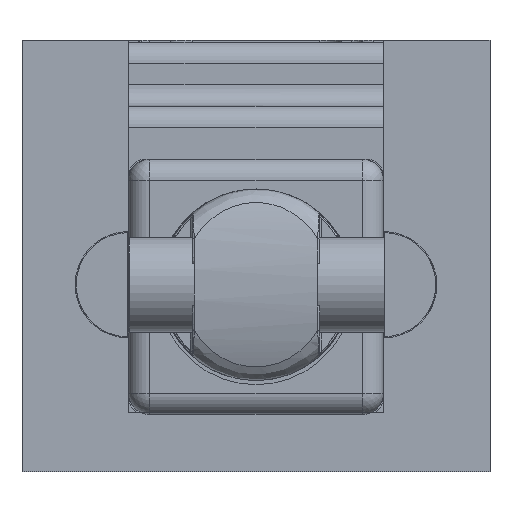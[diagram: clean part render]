
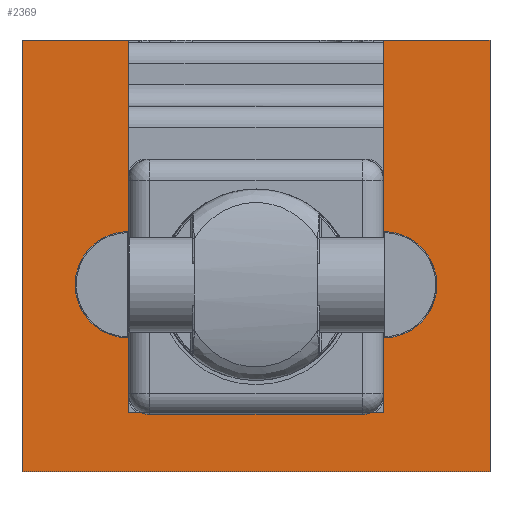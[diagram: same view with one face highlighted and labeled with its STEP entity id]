
A CAD part, front view. The second image highlights one B-rep face of the part: STEP entity #2369.
In plain terms, the highlighted planar face has unit normal (0, -1, 0).
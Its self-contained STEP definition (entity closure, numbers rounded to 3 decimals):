
#600=CARTESIAN_POINT('',(6.,-99.,2.5));
#601=VERTEX_POINT('',#600);
#608=CARTESIAN_POINT('',(6.,-99.,11.5));
#609=VERTEX_POINT('',#608);
#610=CARTESIAN_POINT('',(6.,-99.,2.5));
#611=DIRECTION('',(0.,0.,1.));
#612=VECTOR('',#611,9.);
#613=LINE('',#610,#612);
#614=EDGE_CURVE('',#601,#609,#613,.T.);
#656=CARTESIAN_POINT('',(6.,-99.,-6.));
#657=VERTEX_POINT('',#656);
#664=CARTESIAN_POINT('',(6.,-99.,-2.5));
#665=VERTEX_POINT('',#664);
#666=CARTESIAN_POINT('',(6.,-99.,-6.));
#667=DIRECTION('',(0.,0.,1.));
#668=VECTOR('',#667,3.5);
#669=LINE('',#666,#668);
#670=EDGE_CURVE('',#657,#665,#669,.T.);
#1519=CARTESIAN_POINT('',(-6.,-99.,-2.5));
#1520=VERTEX_POINT('',#1519);
#1527=CARTESIAN_POINT('',(-6.,-99.,-6.));
#1528=VERTEX_POINT('',#1527);
#1529=CARTESIAN_POINT('',(-6.,-99.,-6.));
#1530=DIRECTION('',(0.,0.,1.));
#1531=VECTOR('',#1530,3.5);
#1532=LINE('',#1529,#1531);
#1533=EDGE_CURVE('',#1528,#1520,#1532,.T.);
#1545=CARTESIAN_POINT('',(-6.,-99.,11.5));
#1546=VERTEX_POINT('',#1545);
#1553=CARTESIAN_POINT('',(-6.,-99.,2.5));
#1554=VERTEX_POINT('',#1553);
#1555=CARTESIAN_POINT('',(-6.,-99.,2.5));
#1556=DIRECTION('',(0.,0.,1.));
#1557=VECTOR('',#1556,9.);
#1558=LINE('',#1555,#1557);
#1559=EDGE_CURVE('',#1554,#1546,#1558,.T.);
#2250=CARTESIAN_POINT('',(11.,-99.,11.5));
#2251=VERTEX_POINT('',#2250);
#2258=CARTESIAN_POINT('',(11.,-99.,-8.8));
#2259=VERTEX_POINT('',#2258);
#2260=CARTESIAN_POINT('',(11.,-99.,-8.8));
#2261=DIRECTION('',(0.,0.,1.));
#2262=VECTOR('',#2261,20.3);
#2263=LINE('',#2260,#2262);
#2264=EDGE_CURVE('',#2259,#2251,#2263,.T.);
#2292=CARTESIAN_POINT('',(-11.,-99.,11.5));
#2293=VERTEX_POINT('',#2292);
#2301=CARTESIAN_POINT('',(-11.,-99.,-8.8));
#2302=VERTEX_POINT('',#2301);
#2309=CARTESIAN_POINT('',(-11.,-99.,-8.8));
#2310=DIRECTION('',(0.,0.,1.));
#2311=VECTOR('',#2310,20.3);
#2312=LINE('',#2309,#2311);
#2313=EDGE_CURVE('',#2302,#2293,#2312,.T.);
#2318=CARTESIAN_POINT('',(-4.5,-99.,-8.6));
#2319=DIRECTION('',(0.,-1.,0.));
#2320=DIRECTION('',(0.,0.,-1.));
#2321=AXIS2_PLACEMENT_3D('',#2318,#2319,#2320);
#2322=PLANE('',#2321);
#2323=CARTESIAN_POINT('',(-6.,-99.,0.));
#2324=DIRECTION('',(0.,-1.,0.));
#2325=DIRECTION('',(0.,0.,-1.));
#2326=AXIS2_PLACEMENT_3D('',#2323,#2324,#2325);
#2327=CIRCLE('',#2326,2.5);
#2328=EDGE_CURVE('',#1554,#1520,#2327,.T.);
#2329=ORIENTED_EDGE('',*,*,#2328,.F.);
#2330=ORIENTED_EDGE('',*,*,#1559,.T.);
#2331=CARTESIAN_POINT('',(-11.,-99.,11.5));
#2332=DIRECTION('',(1.,0.,-0.));
#2333=VECTOR('',#2332,5.);
#2334=LINE('',#2331,#2333);
#2335=EDGE_CURVE('',#2293,#1546,#2334,.T.);
#2336=ORIENTED_EDGE('',*,*,#2335,.F.);
#2337=ORIENTED_EDGE('',*,*,#2313,.F.);
#2338=CARTESIAN_POINT('',(-11.,-99.,-8.8));
#2339=DIRECTION('',(1.,0.,-0.));
#2340=VECTOR('',#2339,22.);
#2341=LINE('',#2338,#2340);
#2342=EDGE_CURVE('',#2302,#2259,#2341,.T.);
#2343=ORIENTED_EDGE('',*,*,#2342,.T.);
#2344=ORIENTED_EDGE('',*,*,#2264,.T.);
#2345=CARTESIAN_POINT('',(6.,-99.,11.5));
#2346=DIRECTION('',(1.,0.,-0.));
#2347=VECTOR('',#2346,5.);
#2348=LINE('',#2345,#2347);
#2349=EDGE_CURVE('',#609,#2251,#2348,.T.);
#2350=ORIENTED_EDGE('',*,*,#2349,.F.);
#2351=ORIENTED_EDGE('',*,*,#614,.F.);
#2352=CARTESIAN_POINT('',(6.,-99.,0.));
#2353=DIRECTION('',(0.,-1.,0.));
#2354=DIRECTION('',(0.,0.,-1.));
#2355=AXIS2_PLACEMENT_3D('',#2352,#2353,#2354);
#2356=CIRCLE('',#2355,2.5);
#2357=EDGE_CURVE('',#665,#601,#2356,.T.);
#2358=ORIENTED_EDGE('',*,*,#2357,.F.);
#2359=ORIENTED_EDGE('',*,*,#670,.F.);
#2360=CARTESIAN_POINT('',(-6.,-99.,-6.));
#2361=DIRECTION('',(1.,0.,-0.));
#2362=VECTOR('',#2361,12.);
#2363=LINE('',#2360,#2362);
#2364=EDGE_CURVE('',#1528,#657,#2363,.T.);
#2365=ORIENTED_EDGE('',*,*,#2364,.F.);
#2366=ORIENTED_EDGE('',*,*,#1533,.T.);
#2367=EDGE_LOOP('',(#2329,#2330,#2336,#2337,#2343,#2344,#2350,#2351,#2358,#2359,#2365,#2366));
#2368=FACE_BOUND('',#2367,.T.);
#2369=ADVANCED_FACE('',(#2368),#2322,.T.);
